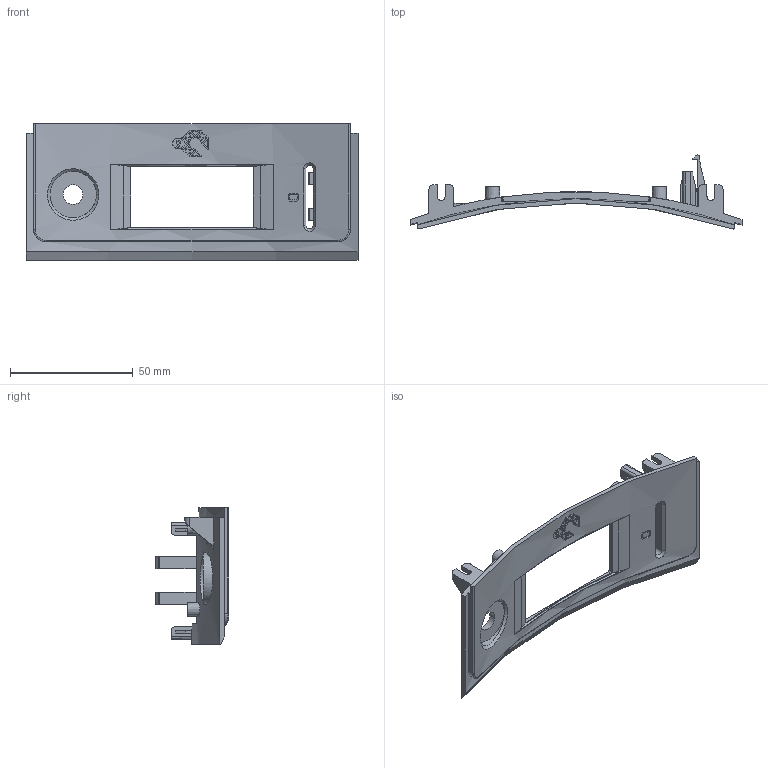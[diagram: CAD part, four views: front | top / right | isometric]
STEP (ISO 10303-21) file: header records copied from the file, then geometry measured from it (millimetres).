
FILE_DESCRIPTION(/* description */ (''),/* implementation_level */ '2;1');
FILE_NAME(/* name */ 'K8800-LCDIN.stp',/* time_stamp */ '2017-11-30T09:39:46+01:00',/* author */ ('jange'),/* organization */ (''),/* preprocessor_version */ 'ST-DEVELOPER v17',/* originating_system */ 'Autodesk Inventor 2018',/* authorisation */ '');
FILE_SCHEMA (('AUTOMOTIVE_DESIGN { 1 0 10303 214 3 1 1 }'));
Length unit declared in the file: millimetre
Products named in the file (1): LCD INSERT
Bounding box: 135.5 x 30.18 x 55.9 mm (x, y, z)
Volume: 21416.9 mm3; surface area: 18099.9 mm2
Topology: 1 solids, 1 shells, 465 faces, 1255 edges, 819 vertices
Faces by surface type: plane 192, bspline 173, cylinder 90, cone 9, torus 1
Full cylindrical faces by diameter (mm): 8 x1, 19 x1
Entity records: 24066 total; most frequent: CARTESIAN_POINT 13404, ORIENTED_EDGE 2502, DIRECTION 1720, EDGE_CURVE 1251, VERTEX_POINT 819, AXIS2_PLACEMENT_3D 574, LINE 572, VECTOR 572
